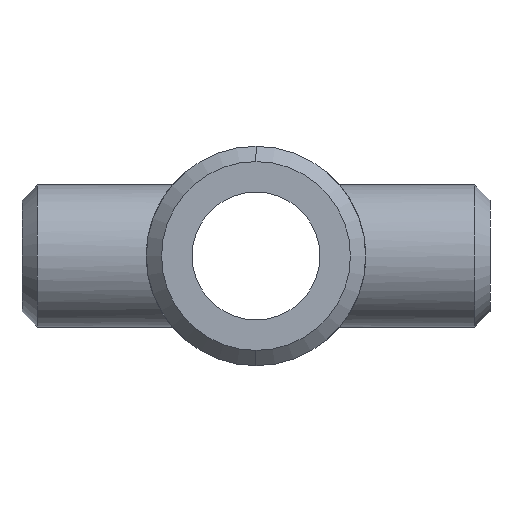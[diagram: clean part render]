
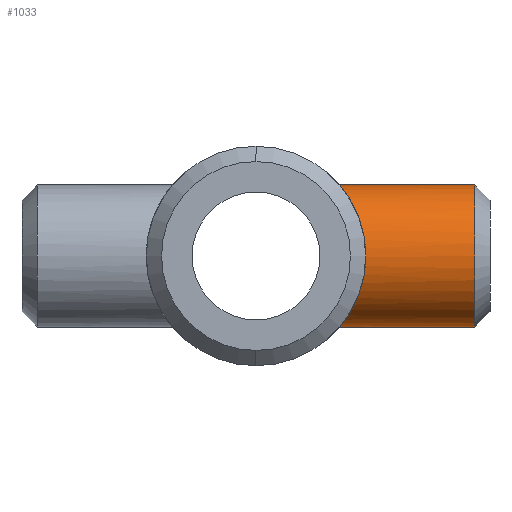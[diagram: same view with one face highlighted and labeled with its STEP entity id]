
A CAD part, left-side view. The second image highlights one B-rep face of the part: STEP entity #1033.
In plain terms, the highlighted cylindrical face has radius 8.636 mm (diameter 17.272 mm), a partial arc.
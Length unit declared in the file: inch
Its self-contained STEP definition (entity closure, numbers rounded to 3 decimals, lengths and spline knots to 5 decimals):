
#23 = CARTESIAN_POINT ( 'NONE',  ( -0.34001, -0.52501, -0.01102 ) ) ;
#26 = CARTESIAN_POINT ( 'NONE',  ( -0.15246, -0.42766, 0.3047 ) ) ;
#33 = CARTESIAN_POINT ( 'NONE',  ( -0.26881, -0.48192, -0.20847 ) ) ;
#44 = CARTESIAN_POINT ( 'NONE',  ( -0.25493, -0.47432, -0.22523 ) ) ;
#45 = VECTOR ( 'NONE', #576, 39.37008 ) ;
#68 = AXIS2_PLACEMENT_3D ( 'NONE', #283, #108, #999 ) ;
#88 = LINE ( 'NONE', #503, #805 ) ;
#94 = CARTESIAN_POINT ( 'NONE',  ( 0., -0.40003, -0.34 ) ) ;
#105 = EDGE_CURVE ( 'NONE', #385, #526, #725, .T. ) ;
#107 = CARTESIAN_POINT ( 'NONE',  ( -0.33543, -0.52205, -0.0567 ) ) ;
#108 = DIRECTION ( 'NONE',  ( 0., 1., 0. ) ) ;
#110 = CARTESIAN_POINT ( 'NONE',  ( -0.15274, -0.42777, -0.30456 ) ) ;
#116 = CARTESIAN_POINT ( 'NONE',  ( -0.33945, -0.52464, -0.02243 ) ) ;
#122 = CARTESIAN_POINT ( 'NONE',  ( -0.17187, -0.43509, 0.29416 ) ) ;
#128 = CARTESIAN_POINT ( 'NONE',  ( -0.30845, -0.50513, 0.14347 ) ) ;
#150 = DIRECTION ( 'NONE',  ( 0., 0., -1. ) ) ;
#176 = CARTESIAN_POINT ( 'NONE',  ( 0., -1.047, 0.34 ) ) ;
#185 = CARTESIAN_POINT ( 'NONE',  ( 0., -0.40003, 0.34 ) ) ;
#195 = CARTESIAN_POINT ( 'NONE',  ( -0.29329, -0.49601, -0.17235 ) ) ;
#203 = CARTESIAN_POINT ( 'NONE',  ( -0.25518, -0.47431, 0.22573 ) ) ;
#210 = CARTESIAN_POINT ( 'NONE',  ( -0.29296, -0.49581, 0.17291 ) ) ;
#214 = CARTESIAN_POINT ( 'NONE',  ( -0.33999, -0.52499, 0.01182 ) ) ;
#215 = ORIENTED_EDGE ( 'NONE', *, *, #105, .F. ) ;
#241 = VERTEX_POINT ( 'NONE', #185 ) ;
#275 = CARTESIAN_POINT ( 'NONE',  ( -0.30388, -0.50234, -0.15291 ) ) ;
#278 = CYLINDRICAL_SURFACE ( 'NONE', #68, 0.34 ) ;
#283 = CARTESIAN_POINT ( 'NONE',  ( 0., -1.12, 0. ) ) ;
#285 = CARTESIAN_POINT ( 'NONE',  ( -0.02317, -0.40003, -0.34 ) ) ;
#290 = CARTESIAN_POINT ( 'NONE',  ( -0.09016, -0.40994, 0.32802 ) ) ;
#295 = CARTESIAN_POINT ( 'NONE',  ( -0.04605, -0.40207, -0.33764 ) ) ;
#312 = ORIENTED_EDGE ( 'NONE', *, *, #729, .T. ) ;
#342 = EDGE_CURVE ( 'NONE', #241, #526, #638, .T. ) ;
#351 = CARTESIAN_POINT ( 'NONE',  ( -0.22437, -0.45847, 0.25638 ) ) ;
#357 = CARTESIAN_POINT ( 'NONE',  ( -0.17217, -0.43521, -0.29398 ) ) ;
#359 = ORIENTED_EDGE ( 'NONE', *, *, #342, .T. ) ;
#363 = CARTESIAN_POINT ( 'NONE',  ( -0.28758, -0.49265, -0.18171 ) ) ;
#364 = ORIENTED_EDGE ( 'NONE', *, *, #391, .T. ) ;
#372 = CARTESIAN_POINT ( 'NONE',  ( -0.33705, -0.52309, 0.04615 ) ) ;
#374 = FACE_OUTER_BOUND ( 'NONE', #402, .T. ) ;
#385 = VERTEX_POINT ( 'NONE', #890 ) ;
#387 = DIRECTION ( 'NONE',  ( 0., 1., 0. ) ) ;
#391 = EDGE_CURVE ( 'NONE', #936, #241, #88, .T. ) ;
#402 = EDGE_LOOP ( 'NONE', ( #312, #364, #359, #215 ) ) ;
#428 = CARTESIAN_POINT ( 'NONE',  ( -0.11154, -0.41516, 0.32138 ) ) ;
#433 = CARTESIAN_POINT ( 'NONE',  ( -0.09091, -0.40963, -0.32842 ) ) ;
#438 = CARTESIAN_POINT ( 'NONE',  ( -0.33717, -0.52317, -0.04523 ) ) ;
#444 = CARTESIAN_POINT ( 'NONE',  ( -0.07913, -0.40763, 0.33086 ) ) ;
#452 = CARTESIAN_POINT ( 'NONE',  ( 0., -0.40003, 0.34 ) ) ;
#503 = CARTESIAN_POINT ( 'NONE',  ( 0., -1.12, 0.34 ) ) ;
#521 = CARTESIAN_POINT ( 'NONE',  ( -0.28725, -0.49246, 0.18222 ) ) ;
#526 = VERTEX_POINT ( 'NONE', #94 ) ;
#528 = CARTESIAN_POINT ( 'NONE',  ( -0.30354, -0.50214, 0.15357 ) ) ;
#571 = CARTESIAN_POINT ( 'NONE',  ( 0., -1.12, -0.34 ) ) ;
#576 = DIRECTION ( 'NONE',  ( 0., 1., 0. ) ) ;
#588 = CARTESIAN_POINT ( 'NONE',  ( -0.24756, -0.47039, -0.23331 ) ) ;
#599 = CARTESIAN_POINT ( 'NONE',  ( -0.04567, -0.40203, 0.33769 ) ) ;
#606 = CARTESIAN_POINT ( 'NONE',  ( -0.33528, -0.52195, 0.0576 ) ) ;
#626 = CARTESIAN_POINT ( 'NONE',  ( 0., -1.047, 0. ) ) ;
#638 = B_SPLINE_CURVE_WITH_KNOTS ( 'NONE', 3,
 ( #452, #906, #599, #444, #290, #428, #836, #26, #122, #923, #351, #203, #668, #521, #210, #528, #128, #761, #755, #606, #372, #821, #214, #23, #116, #438, #107, #737, #913, #983, #275, #195, #363, #921, #33, #44, #588, #816, #693, #357, #110, #1003, #433, #295, #285, #674 ),
 .UNSPECIFIED., .F., .F.,
 ( 4, 2, 2, 2, 2, 2, 2, 2, 2, 2, 2, 2, 2, 2, 2, 2, 2, 2, 2, 2, 2, 2, 4 ),
 ( 0.02783, 0.02957, 0.03043, 0.0313, 0.03303, 0.03477, 0.0365, 0.03737, 0.03824, 0.03997, 0.04084, 0.04171, 0.04257, 0.04344, 0.04517, 0.04604, 0.04691, 0.04778, 0.04864, 0.05038, 0.05211, 0.05385, 0.05558 ),
 .UNSPECIFIED. ) ;
#668 = CARTESIAN_POINT ( 'NONE',  ( -0.26895, -0.48193, 0.20913 ) ) ;
#674 = CARTESIAN_POINT ( 'NONE',  ( 0., -0.40003, -0.34 ) ) ;
#693 = CARTESIAN_POINT ( 'NONE',  ( -0.20801, -0.45059, -0.26981 ) ) ;
#721 = DIRECTION ( 'NONE',  ( 0., 1., 0. ) ) ;
#725 = LINE ( 'NONE', #571, #45 ) ;
#729 = EDGE_CURVE ( 'NONE', #385, #936, #883, .T. ) ;
#737 = CARTESIAN_POINT ( 'NONE',  ( -0.32858, -0.51766, -0.09033 ) ) ;
#755 = CARTESIAN_POINT ( 'NONE',  ( -0.32837, -0.51753, 0.09107 ) ) ;
#761 = CARTESIAN_POINT ( 'NONE',  ( -0.32163, -0.51324, 0.11252 ) ) ;
#805 = VECTOR ( 'NONE', #721, 39.37008 ) ;
#816 = CARTESIAN_POINT ( 'NONE',  ( -0.22458, -0.45857, -0.25619 ) ) ;
#821 = CARTESIAN_POINT ( 'NONE',  ( -0.3394, -0.52461, 0.02326 ) ) ;
#836 = CARTESIAN_POINT ( 'NONE',  ( -0.12195, -0.4181, 0.31757 ) ) ;
#883 = CIRCLE ( 'NONE', #1018, 0.34 ) ;
#890 = CARTESIAN_POINT ( 'NONE',  ( 0., -1.047, -0.34 ) ) ;
#906 = CARTESIAN_POINT ( 'NONE',  ( -0.02302, -0.40003, 0.34 ) ) ;
#913 = CARTESIAN_POINT ( 'NONE',  ( -0.32187, -0.5134, -0.11182 ) ) ;
#921 = CARTESIAN_POINT ( 'NONE',  ( -0.27533, -0.4856, -0.19977 ) ) ;
#923 = CARTESIAN_POINT ( 'NONE',  ( -0.20772, -0.45046, 0.27003 ) ) ;
#936 = VERTEX_POINT ( 'NONE', #176 ) ;
#983 = CARTESIAN_POINT ( 'NONE',  ( -0.30877, -0.50532, -0.14278 ) ) ;
#999 = DIRECTION ( 'NONE',  ( 0., 0., -1. ) ) ;
#1003 = CARTESIAN_POINT ( 'NONE',  ( -0.11219, -0.41502, -0.32171 ) ) ;
#1018 = AXIS2_PLACEMENT_3D ( 'NONE', #626, #387, #150 ) ;
#1033 = ADVANCED_FACE ( 'NONE', ( #374 ), #278, .T. ) ;
